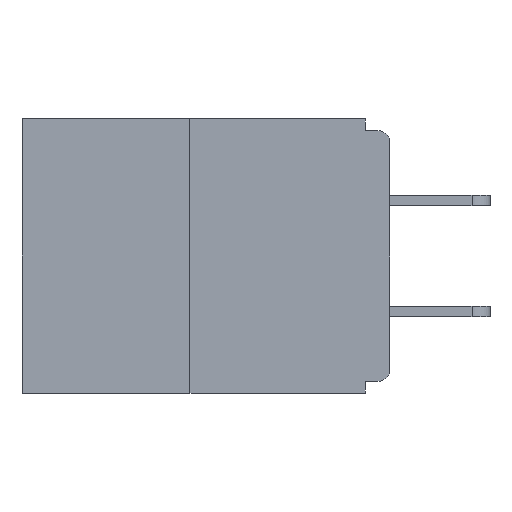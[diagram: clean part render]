
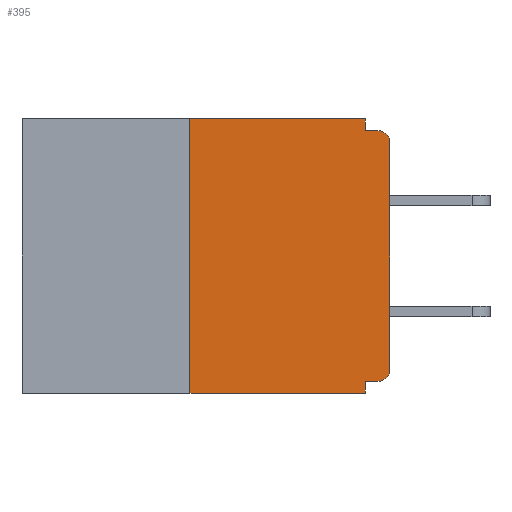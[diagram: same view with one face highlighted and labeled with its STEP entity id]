
A CAD part, left-side view. The second image highlights one B-rep face of the part: STEP entity #395.
In plain terms, the highlighted planar face has unit normal (-1, 0, 0).
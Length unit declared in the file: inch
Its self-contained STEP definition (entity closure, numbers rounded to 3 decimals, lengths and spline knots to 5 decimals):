
#130 = FACE_OUTER_BOUND ( 'NONE', #8882, .T. ) ;
#155 = LINE ( 'NONE', #5994, #9683 ) ;
#214 = VERTEX_POINT ( 'NONE', #5622 ) ;
#243 = EDGE_CURVE ( 'NONE', #5935, #9907, #11242, .T. ) ;
#301 = VECTOR ( 'NONE', #3351, 39.37008 ) ;
#395 = ADVANCED_FACE ( 'NONE', ( #130 ), #9078, .F. ) ;
#480 = ORIENTED_EDGE ( 'NONE', *, *, #10340, .T. ) ;
#497 = DIRECTION ( 'NONE',  ( -1., 0., 0. ) ) ;
#703 = VERTEX_POINT ( 'NONE', #5689 ) ;
#1036 = CARTESIAN_POINT ( 'NONE',  ( 0., 0.25, 0. ) ) ;
#1041 = VECTOR ( 'NONE', #3609, 39.37008 ) ;
#1563 = DIRECTION ( 'NONE',  ( 0., 1., 0. ) ) ;
#1681 = CARTESIAN_POINT ( 'NONE',  ( 0., 0.031, -0.343 ) ) ;
#1688 = AXIS2_PLACEMENT_3D ( 'NONE', #7735, #7428, #3313 ) ;
#1908 = CARTESIAN_POINT ( 'NONE',  ( 0., 0.46, 0. ) ) ;
#1938 = VERTEX_POINT ( 'NONE', #11362 ) ;
#2302 = LINE ( 'NONE', #7294, #10119 ) ;
#2476 = ORIENTED_EDGE ( 'NONE', *, *, #8762, .F. ) ;
#2509 = ORIENTED_EDGE ( 'NONE', *, *, #7955, .T. ) ;
#2871 = DIRECTION ( 'NONE',  ( 0., 0., -1. ) ) ;
#3224 = VERTEX_POINT ( 'NONE', #8477 ) ;
#3256 = CARTESIAN_POINT ( 'NONE',  ( 0., 0.031, -0.343 ) ) ;
#3313 = DIRECTION ( 'NONE',  ( 0., 0., -1. ) ) ;
#3351 = DIRECTION ( 'NONE',  ( 0., 0., -1. ) ) ;
#3562 = ORIENTED_EDGE ( 'NONE', *, *, #4777, .F. ) ;
#3568 = DIRECTION ( 'NONE',  ( 0., -1., 0. ) ) ;
#3609 = DIRECTION ( 'NONE',  ( 0., 0., 1. ) ) ;
#3933 = VERTEX_POINT ( 'NONE', #9987 ) ;
#4061 = VERTEX_POINT ( 'NONE', #8333 ) ;
#4280 = EDGE_CURVE ( 'NONE', #5935, #9798, #9405, .T. ) ;
#4366 = CIRCLE ( 'NONE', #11860, 0.015 ) ;
#4739 = AXIS2_PLACEMENT_3D ( 'NONE', #1908, #12122, #2871 ) ;
#4777 = EDGE_CURVE ( 'NONE', #8585, #9798, #10349, .T. ) ;
#5367 = LINE ( 'NONE', #7659, #1041 ) ;
#5614 = CARTESIAN_POINT ( 'NONE',  ( 0., 0., -0.328 ) ) ;
#5622 = CARTESIAN_POINT ( 'NONE',  ( 0., 0.015, -0.015 ) ) ;
#5689 = CARTESIAN_POINT ( 'NONE',  ( 0., 0., -0.313 ) ) ;
#5842 = EDGE_CURVE ( 'NONE', #3933, #703, #4366, .T. ) ;
#5935 = VERTEX_POINT ( 'NONE', #11792 ) ;
#5994 = CARTESIAN_POINT ( 'NONE',  ( 0., 0.46, 0. ) ) ;
#6251 = ORIENTED_EDGE ( 'NONE', *, *, #9472, .F. ) ;
#6521 = CARTESIAN_POINT ( 'NONE',  ( 0., 0.25, 0. ) ) ;
#6603 = CARTESIAN_POINT ( 'NONE',  ( 0., 0.015, -0.313 ) ) ;
#6754 = CARTESIAN_POINT ( 'NONE',  ( 0., 0.031, -0.328 ) ) ;
#7169 = ORIENTED_EDGE ( 'NONE', *, *, #10722, .F. ) ;
#7294 = CARTESIAN_POINT ( 'NONE',  ( 0., 0., -0.015 ) ) ;
#7428 = DIRECTION ( 'NONE',  ( -1., 0., 0. ) ) ;
#7487 = DIRECTION ( 'NONE',  ( 0., 0., 1. ) ) ;
#7501 = VECTOR ( 'NONE', #3568, 39.37008 ) ;
#7659 = CARTESIAN_POINT ( 'NONE',  ( 0., 0., 0. ) ) ;
#7735 = CARTESIAN_POINT ( 'NONE',  ( 0., 0.015, -0.03 ) ) ;
#7955 = EDGE_CURVE ( 'NONE', #3224, #214, #9702, .T. ) ;
#8301 = CARTESIAN_POINT ( 'NONE',  ( 0., 0.031, 0. ) ) ;
#8333 = CARTESIAN_POINT ( 'NONE',  ( 0., 0.031, 0. ) ) ;
#8402 = LINE ( 'NONE', #8301, #301 ) ;
#8477 = CARTESIAN_POINT ( 'NONE',  ( 0., 0., -0.03 ) ) ;
#8585 = VERTEX_POINT ( 'NONE', #6754 ) ;
#8627 = DIRECTION ( 'NONE',  ( 0., 0., -1. ) ) ;
#8644 = CARTESIAN_POINT ( 'NONE',  ( 0., 0.46, -0.343 ) ) ;
#8762 = EDGE_CURVE ( 'NONE', #4061, #1938, #8402, .T. ) ;
#8882 = EDGE_LOOP ( 'NONE', ( #12296, #10021, #12779, #3562, #6251, #10074, #480, #2509, #7169, #2476 ) ) ;
#8924 = VECTOR ( 'NONE', #9807, 39.37008 ) ;
#9078 = PLANE ( 'NONE',  #4739 ) ;
#9277 = EDGE_CURVE ( 'NONE', #9907, #4061, #155, .T. ) ;
#9405 = LINE ( 'NONE', #8644, #7501 ) ;
#9472 = EDGE_CURVE ( 'NONE', #3933, #8585, #12973, .T. ) ;
#9683 = VECTOR ( 'NONE', #12141, 39.37008 ) ;
#9702 = CIRCLE ( 'NONE', #1688, 0.015 ) ;
#9798 = VERTEX_POINT ( 'NONE', #3256 ) ;
#9807 = DIRECTION ( 'NONE',  ( 0., 0., -1. ) ) ;
#9907 = VERTEX_POINT ( 'NONE', #1036 ) ;
#9987 = CARTESIAN_POINT ( 'NONE',  ( 0., 0.015, -0.328 ) ) ;
#10021 = ORIENTED_EDGE ( 'NONE', *, *, #243, .F. ) ;
#10041 = DIRECTION ( 'NONE',  ( 0., -1., 0. ) ) ;
#10074 = ORIENTED_EDGE ( 'NONE', *, *, #5842, .T. ) ;
#10119 = VECTOR ( 'NONE', #10041, 39.37008 ) ;
#10340 = EDGE_CURVE ( 'NONE', #703, #3224, #5367, .T. ) ;
#10349 = LINE ( 'NONE', #1681, #8924 ) ;
#10722 = EDGE_CURVE ( 'NONE', #1938, #214, #2302, .T. ) ;
#11242 = LINE ( 'NONE', #6521, #12331 ) ;
#11362 = CARTESIAN_POINT ( 'NONE',  ( 0., 0.031, -0.015 ) ) ;
#11394 = VECTOR ( 'NONE', #1563, 39.37008 ) ;
#11792 = CARTESIAN_POINT ( 'NONE',  ( 0., 0.25, -0.343 ) ) ;
#11860 = AXIS2_PLACEMENT_3D ( 'NONE', #6603, #497, #8627 ) ;
#12122 = DIRECTION ( 'NONE',  ( 1., 0., 0. ) ) ;
#12141 = DIRECTION ( 'NONE',  ( 0., -1., 0. ) ) ;
#12296 = ORIENTED_EDGE ( 'NONE', *, *, #9277, .F. ) ;
#12331 = VECTOR ( 'NONE', #7487, 39.37008 ) ;
#12779 = ORIENTED_EDGE ( 'NONE', *, *, #4280, .T. ) ;
#12973 = LINE ( 'NONE', #5614, #11394 ) ;
